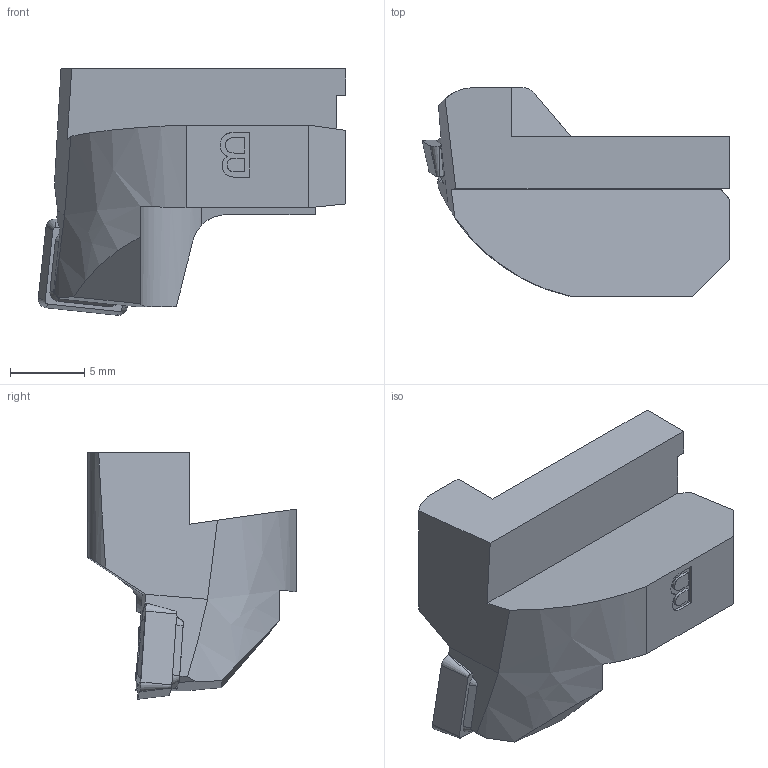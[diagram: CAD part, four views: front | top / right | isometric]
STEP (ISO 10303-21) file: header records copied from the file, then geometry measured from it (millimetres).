
FILE_DESCRIPTION(/* description */ (''),/* implementation_level */ '2;1');
FILE_NAME(/* name */ '1548164731912.stp',/* time_stamp */ '2019-01-22T14:45:49+01:00',/* author */ (''),/* organization */ ('SMS'),/* preprocessor_version */ 'ST-DEVELOPER v15',/* originating_system */ 'SIEMENS PLM Software NX 8.5',/* authorisation */ '');
FILE_SCHEMA (('AUTOMOTIVE_DESIGN { 1 0 10303 214 3 1 1 1 }'));
Length unit declared in the file: millimetre
Products named in the file (4): ASSEMBLY_CONSTRUCTION; 201011659mod000_00; 201028654mod000_00; 201028682mod000_01
Assembly tree (3 placements, depth 2):
  201028682mod000_01
    201028654mod000_00
    201011659mod000_00
    ASSEMBLY_CONSTRUCTION
Bounding box: 20.64 x 14 x 16.56 mm (x, y, z)
Volume: 1558.8 mm3; surface area: 1243.9 mm2
Topology: 2 solids, 2 shells, 104 faces, 274 edges, 188 vertices
Faces by surface type: plane 64, cone 13, torus 12, cylinder 8, extrusion 7
Full cylindrical faces by diameter (mm): 2.5 x2
Entity records: 3588 total; most frequent: CARTESIAN_POINT 900, ORIENTED_EDGE 518, DIRECTION 498, EDGE_CURVE 259, VERTEX_POINT 188, AXIS2_PLACEMENT_3D 167, VECTOR 164, LINE 157
